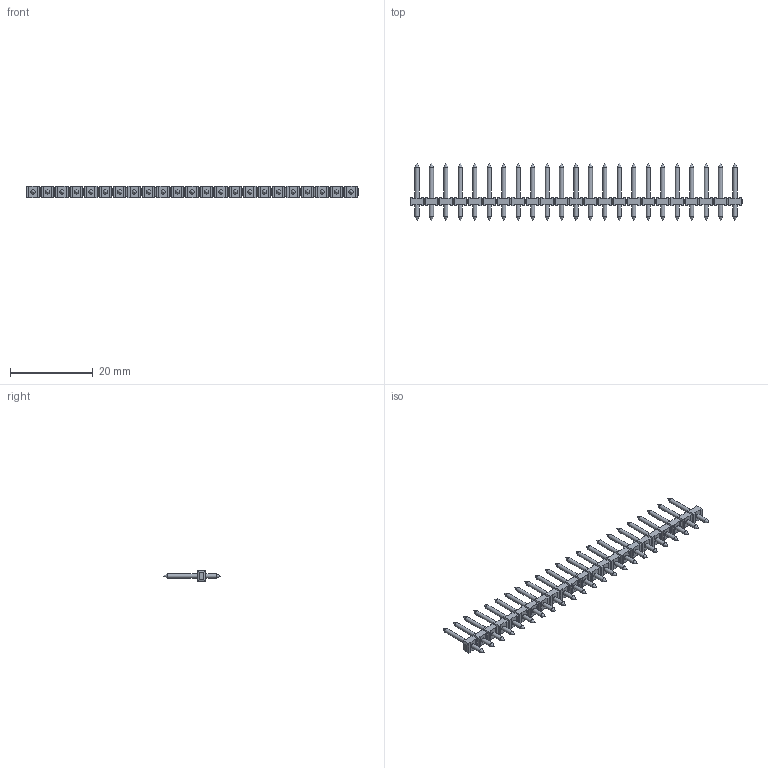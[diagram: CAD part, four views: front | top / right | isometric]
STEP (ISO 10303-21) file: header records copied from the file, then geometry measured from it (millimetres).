
FILE_DESCRIPTION( ( 'STEP AP214' ), '1' );
FILE_NAME( ' ', ' ', ( ' ' ), ( ' ' ), 'PSStep 11.0', 'VISI 17.0', ' ' );
FILE_SCHEMA( ( 'AUTOMOTIVE_DESIGN { 1 0 10303 214 1 1 1 1 }' ) );
Length unit declared in the file: millimetre
Products named in the file (1): 1
Bounding box: 80.4 x 14 x 2.8 mm (x, y, z)
Volume: 571.3 mm3; surface area: 1677.4 mm2
Topology: 1 solids, 1 shells, 642 faces, 1560 edges, 920 vertices
Faces by surface type: plane 550, cylinder 46, cone 46
Full cylindrical faces by diameter (mm): 1 x46
Entity records: 22045 total; most frequent: CARTESIAN_POINT 2893, DIRECTION 2754, ORIENTED_EDGE 2752, EDGE_CURVE 1376, LINE 1284, VECTOR 1284, VERTEX_POINT 874, AXIS2_PLACEMENT_3D 735
